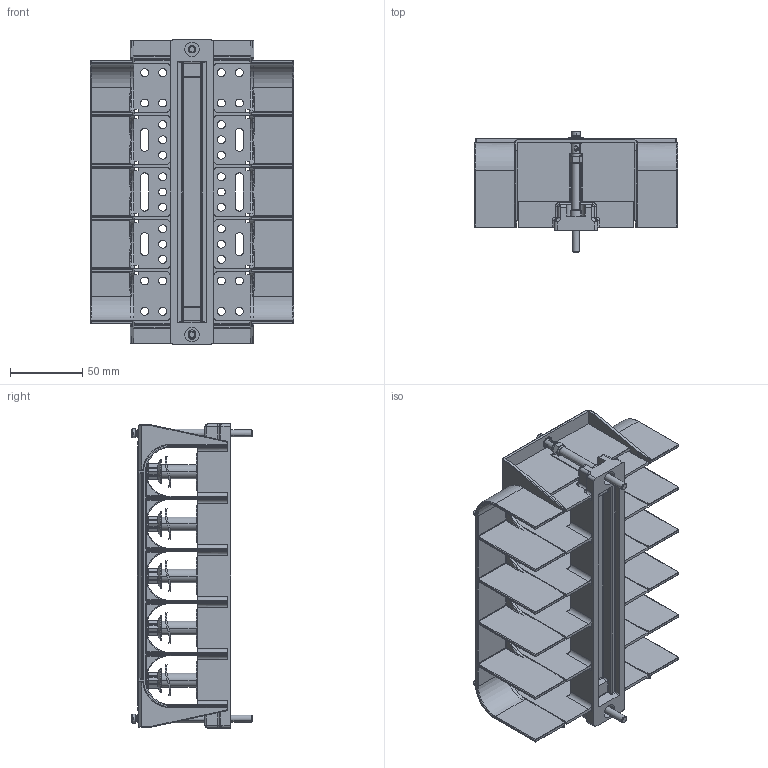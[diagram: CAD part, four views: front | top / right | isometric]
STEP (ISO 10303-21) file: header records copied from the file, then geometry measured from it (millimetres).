
FILE_DESCRIPTION((''),'2;1');
FILE_NAME('32428051003','2019-09-24T',('presta_be4'),(''),'PRO/ENGINEER BY PARAMETRIC TECHNOLOGY CORPORATION, 2014310','PRO/ENGINEER BY PARAMETRIC TECHNOLOGY CORPORATION, 2014310','');
FILE_SCHEMA(('CONFIG_CONTROL_DESIGN'));
Products named in the file (1): 32428051003
Bounding box: 140.4 x 83.34 x 210.2 mm (x, y, z)
Volume: 298532.9 mm3; surface area: 211020.2 mm2
Topology: 6 solids, 6 shells, 3375 faces, 9077 edges, 5810 vertices
Faces by surface type: plane 2010, cylinder 847, torus 207, cone 162, bspline 129, sphere 20
Entity records: 154020 total; most frequent: CARTESIAN_POINT 70523, ORIENTED_EDGE 18138, DIRECTION 16169, EDGE_CURVE 9069, VECTOR 6229, LINE 6229, VERTEX_POINT 5810, AXIS2_PLACEMENT_3D 4970
